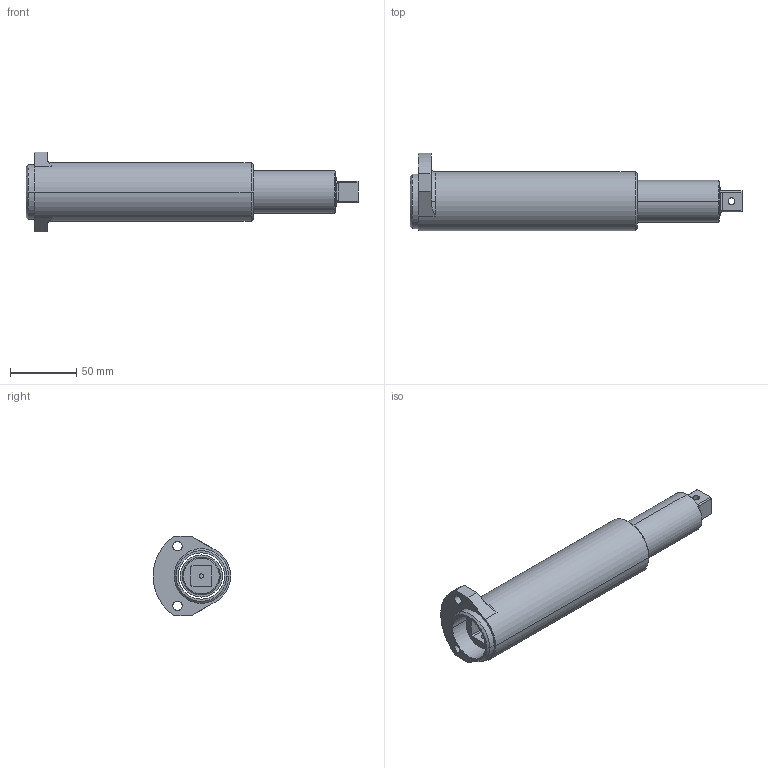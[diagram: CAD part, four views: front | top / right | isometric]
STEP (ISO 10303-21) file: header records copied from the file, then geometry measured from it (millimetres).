
FILE_DESCRIPTION (( 'STEP AP203' ), '1' );
FILE_NAME ('OA-3S3-2-62-62-132.STEP', '2015-08-10T12:44:49', ( '' ), ( '' ), 'SwSTEP 2.0', 'SolidWorks 2015', '' );
FILE_SCHEMA (( 'CONFIG_CONTROL_DESIGN' ));
Length unit declared in the file: inch
Products named in the file (4): R-6-12-6.50-20-1; SA-036; OA-3S3-2-62-62-132; SA-358H
Assembly tree (3 placements, depth 2):
  OA-3S3-2-62-62-132
    SA-358H
    R-6-12-6.50-20-1
    SA-036
Bounding box: 250.7 x 58.55 x 59.94 mm (x, y, z)
Volume: 189066.5 mm3; surface area: 90204.8 mm2
Topology: 3 solids, 3 shells, 113 faces, 283 edges, 182 vertices
Faces by surface type: cylinder 55, plane 37, cone 18, torus 3
Entity records: 4086 total; most frequent: CARTESIAN_POINT 888, DIRECTION 610, ORIENTED_EDGE 566, EDGE_CURVE 283, AXIS2_PLACEMENT_3D 246, VERTEX_POINT 182, EDGE_LOOP 135, CIRCLE 127
